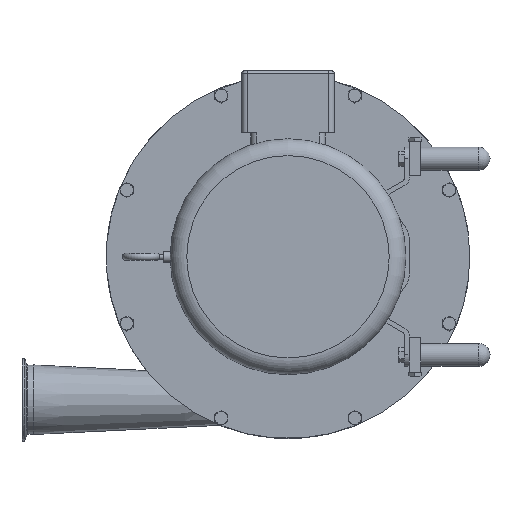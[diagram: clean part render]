
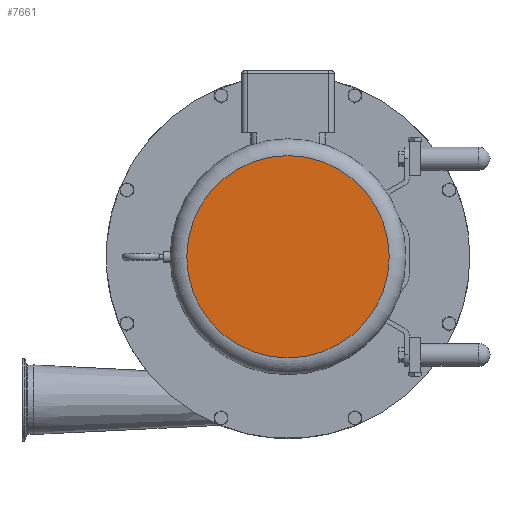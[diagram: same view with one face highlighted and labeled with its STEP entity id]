
A CAD part, left-side view. The second image highlights one B-rep face of the part: STEP entity #7661.
In plain terms, the highlighted planar face has unit normal (-1, 0, 0).
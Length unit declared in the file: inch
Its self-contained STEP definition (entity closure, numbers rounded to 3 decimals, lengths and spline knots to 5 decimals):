
#1493=PLANE('',#8355);
#1890=FACE_OUTER_BOUND('',#2329,.T.);
#2329=EDGE_LOOP('',(#6512,#6513));
#2650=CIRCLE('',#8356,4.384);
#2651=CIRCLE('',#8357,4.384);
#3525=VERTEX_POINT('',#13349);
#3526=VERTEX_POINT('',#13350);
#4577=EDGE_CURVE('',#3525,#3526,#2650,.T.);
#4578=EDGE_CURVE('',#3526,#3525,#2651,.T.);
#6512=ORIENTED_EDGE('',*,*,#4577,.F.);
#6513=ORIENTED_EDGE('',*,*,#4578,.F.);
#7661=ADVANCED_FACE('',(#1890),#1493,.T.);
#8355=AXIS2_PLACEMENT_3D('',#13348,#10202,#10203);
#8356=AXIS2_PLACEMENT_3D('',#13351,#10204,#10205);
#8357=AXIS2_PLACEMENT_3D('',#13352,#10206,#10207);
#10202=DIRECTION('center_axis',(-1.,0.,0.));
#10203=DIRECTION('ref_axis',(0.,1.,0.));
#10204=DIRECTION('center_axis',(1.,0.,0.));
#10205=DIRECTION('ref_axis',(0.,0.,
1.));
#10206=DIRECTION('center_axis',(1.,0.,0.));
#10207=DIRECTION('ref_axis',(0.,0.,
1.));
#13348=CARTESIAN_POINT('Origin',(-18.679,0.,-5.11));
#13349=CARTESIAN_POINT('',(-18.679,0.,-4.384));
#13350=CARTESIAN_POINT('',(-18.679,4.384,0.));
#13351=CARTESIAN_POINT('Origin',(-18.679,0.,0.));
#13352=CARTESIAN_POINT('Origin',(-18.679,0.,0.));
